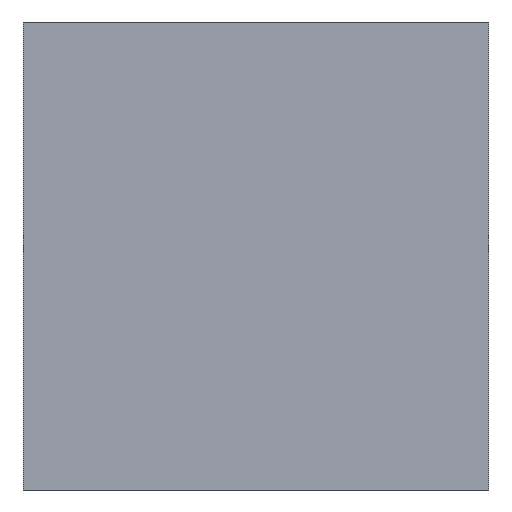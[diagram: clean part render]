
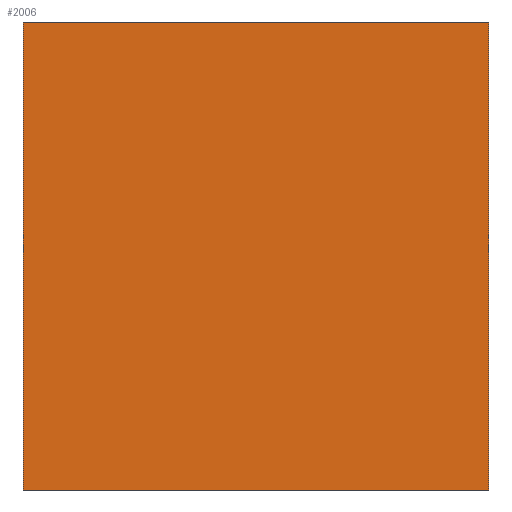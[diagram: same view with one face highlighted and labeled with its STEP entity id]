
A CAD part, front view. The second image highlights one B-rep face of the part: STEP entity #2006.
In plain terms, the highlighted planar face has unit normal (0, -1, 0).
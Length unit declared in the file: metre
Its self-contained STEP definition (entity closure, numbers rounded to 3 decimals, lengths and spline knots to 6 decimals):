
#2006=ADVANCED_FACE('0:60',(#3787),#3788,.F.);
#3787=FACE_OUTER_BOUND('',#4540,.T.);
#3788=PLANE('',#4541);
#4540=EDGE_LOOP('',(#5720,#5721,#5722,#5723));
#4541=AXIS2_PLACEMENT_3D('',#5724,#5725,#5726);
#5720=ORIENTED_EDGE('',*,*,#7258,.F.);
#5721=ORIENTED_EDGE('',*,*,#7262,.T.);
#5722=ORIENTED_EDGE('',*,*,#7263,.T.);
#5723=ORIENTED_EDGE('',*,*,#7264,.F.);
#5724=CARTESIAN_POINT('',(-0.004475,-0.01905,0.00064));
#5725=DIRECTION('',(-0.0,1.0,0.0));
#5726=DIRECTION('',(1.0,0.0,0.0));
#7258=EDGE_CURVE('0:1551',#7800,#7802,#7803,.T.);
#7262=EDGE_CURVE('0:1704',#7800,#7808,#7809,.T.);
#7263=EDGE_CURVE('0:1626',#7808,#7810,#7811,.T.);
#7264=EDGE_CURVE('0:1446',#7802,#7810,#7812,.T.);
#7800=VERTEX_POINT('',#7899);
#7802=VERTEX_POINT('',#7902);
#7803=LINE('',#7903,#7904);
#7808=VERTEX_POINT('',#7912);
#7809=LINE('',#7913,#7914);
#7810=VERTEX_POINT('',#7915);
#7811=LINE('',#7916,#7917);
#7812=LINE('',#7918,#7919);
#7899=CARTESIAN_POINT('',(-0.004475,-0.01905,0.00064));
#7902=CARTESIAN_POINT('',(-0.004475,-0.01905,0.00964));
#7903=CARTESIAN_POINT('',(-0.004475,-0.01905,0.00064));
#7904=VECTOR('',#7962,0.001);
#7912=CARTESIAN_POINT('',(0.004475,-0.01905,0.00064));
#7913=CARTESIAN_POINT('',(-0.004475,-0.01905,0.00064));
#7914=VECTOR('',#7966,0.001);
#7915=CARTESIAN_POINT('',(0.004475,-0.01905,0.00964));
#7916=CARTESIAN_POINT('',(0.004475,-0.01905,0.00064));
#7917=VECTOR('',#7967,0.001);
#7918=CARTESIAN_POINT('',(-0.004475,-0.01905,0.00964));
#7919=VECTOR('',#7968,0.001);
#7962=DIRECTION('',(0.0,0.0,1.0));
#7966=DIRECTION('',(1.0,0.0,0.0));
#7967=DIRECTION('',(0.0,0.0,1.0));
#7968=DIRECTION('',(1.0,0.0,0.0));
